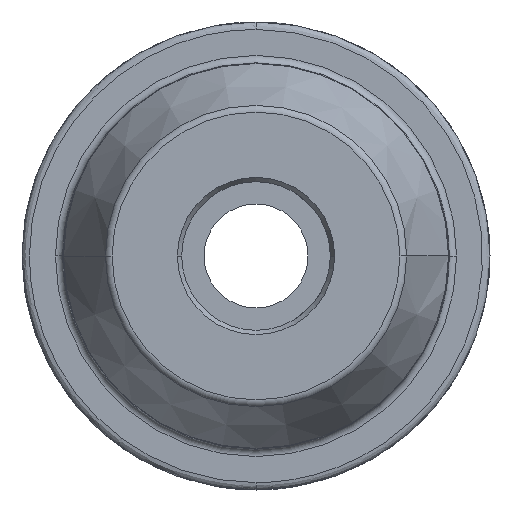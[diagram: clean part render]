
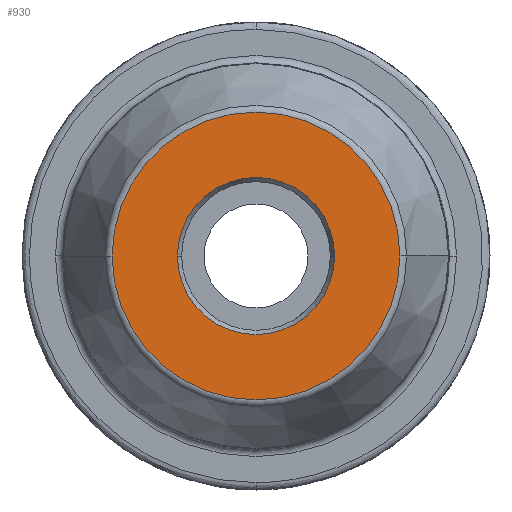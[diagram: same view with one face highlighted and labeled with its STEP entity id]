
A CAD part, front view. The second image highlights one B-rep face of the part: STEP entity #930.
In plain terms, the highlighted planar face has unit normal (0, -1, 0).
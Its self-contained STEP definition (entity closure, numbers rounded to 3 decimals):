
#105 = CARTESIAN_POINT ( 'NONE',  ( 19.363, -63., 0. ) ) ;
#161 = CIRCLE ( 'NONE', #1871, 19.363 ) ;
#504 = FACE_BOUND ( 'NONE', #2650, .T. ) ;
#789 = ORIENTED_EDGE ( 'NONE', *, *, #4987, .T. ) ;
#925 = CARTESIAN_POINT ( 'NONE',  ( 0., -63., 0. ) ) ;
#930 = ADVANCED_FACE ( 'NONE', ( #504, #4885 ), #4370, .F. ) ;
#1015 = DIRECTION ( 'NONE',  ( 0., 1., 0. ) ) ;
#1342 = DIRECTION ( 'NONE',  ( -1., 0., 0. ) ) ;
#1347 = CARTESIAN_POINT ( 'NONE',  ( -19.363, -63., 0. ) ) ;
#1489 = CARTESIAN_POINT ( 'NONE',  ( 0., -63., 0. ) ) ;
#1500 = ORIENTED_EDGE ( 'NONE', *, *, #1543, .T. ) ;
#1543 = EDGE_CURVE ( 'NONE', #3140, #3787, #2625, .T. ) ;
#1592 = CIRCLE ( 'NONE', #2320, 10.577 ) ;
#1711 = CIRCLE ( 'NONE', #3665, 19.363 ) ;
#1741 = EDGE_LOOP ( 'NONE', ( #789, #1931 ) ) ;
#1847 = DIRECTION ( 'NONE',  ( 0., -1., 0. ) ) ;
#1871 = AXIS2_PLACEMENT_3D ( 'NONE', #4875, #2407, #5276 ) ;
#1931 = ORIENTED_EDGE ( 'NONE', *, *, #4509, .T. ) ;
#1996 = EDGE_CURVE ( 'NONE', #3787, #3140, #1592, .T. ) ;
#2317 = DIRECTION ( 'NONE',  ( -1., 0., 0. ) ) ;
#2320 = AXIS2_PLACEMENT_3D ( 'NONE', #3467, #1015, #3875 ) ;
#2407 = DIRECTION ( 'NONE',  ( 0., -1., 0. ) ) ;
#2446 = AXIS2_PLACEMENT_3D ( 'NONE', #925, #3792, #1342 ) ;
#2625 = CIRCLE ( 'NONE', #2446, 10.577 ) ;
#2650 = EDGE_LOOP ( 'NONE', ( #3486, #1500 ) ) ;
#2659 = CARTESIAN_POINT ( 'NONE',  ( 10.577, -63., 0. ) ) ;
#3140 = VERTEX_POINT ( 'NONE', #3924 ) ;
#3360 = VERTEX_POINT ( 'NONE', #1347 ) ;
#3467 = CARTESIAN_POINT ( 'NONE',  ( 0., -63., 0. ) ) ;
#3486 = ORIENTED_EDGE ( 'NONE', *, *, #1996, .T. ) ;
#3665 = AXIS2_PLACEMENT_3D ( 'NONE', #4308, #1847, #4729 ) ;
#3787 = VERTEX_POINT ( 'NONE', #2659 ) ;
#3792 = DIRECTION ( 'NONE',  ( 0., 1., 0. ) ) ;
#3875 = DIRECTION ( 'NONE',  ( -1., 0., 0. ) ) ;
#3893 = VERTEX_POINT ( 'NONE', #105 ) ;
#3924 = CARTESIAN_POINT ( 'NONE',  ( -10.577, -63., 0. ) ) ;
#4308 = CARTESIAN_POINT ( 'NONE',  ( 0., -63., 0. ) ) ;
#4370 = PLANE ( 'NONE',  #5270 ) ;
#4509 = EDGE_CURVE ( 'NONE', #3893, #3360, #1711, .T. ) ;
#4729 = DIRECTION ( 'NONE',  ( -1., 0., 0. ) ) ;
#4783 = DIRECTION ( 'NONE',  ( 0., 1., 0. ) ) ;
#4875 = CARTESIAN_POINT ( 'NONE',  ( 0., -63., 0. ) ) ;
#4885 = FACE_OUTER_BOUND ( 'NONE', #1741, .T. ) ;
#4987 = EDGE_CURVE ( 'NONE', #3360, #3893, #161, .T. ) ;
#5270 = AXIS2_PLACEMENT_3D ( 'NONE', #1489, #4783, #2317 ) ;
#5276 = DIRECTION ( 'NONE',  ( -1., 0., 0. ) ) ;
